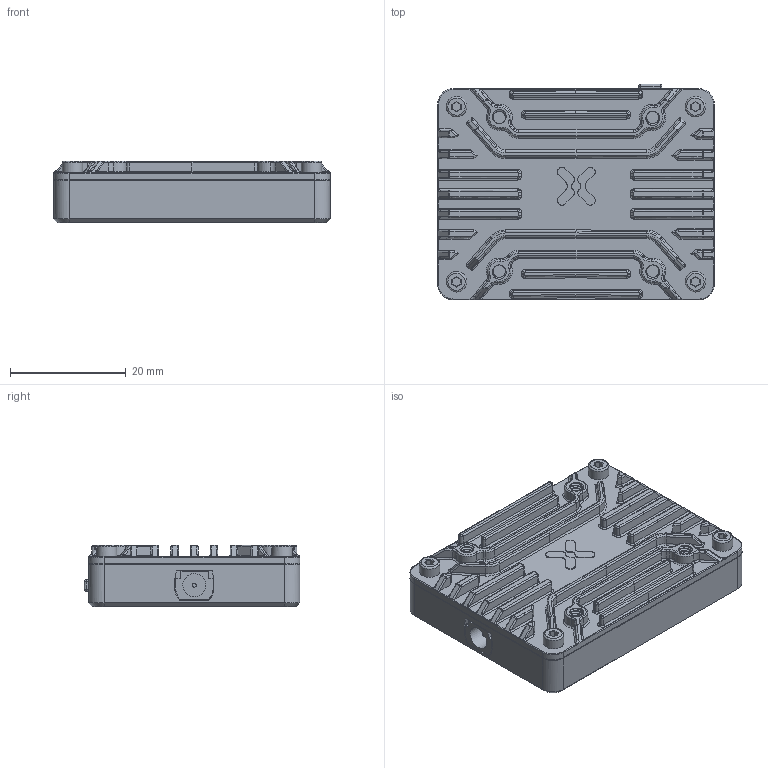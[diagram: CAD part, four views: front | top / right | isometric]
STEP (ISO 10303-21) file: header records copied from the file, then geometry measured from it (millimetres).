
FILE_DESCRIPTION(('FreeCAD Model'),'2;1');
FILE_NAME('Open CASCADE Shape Model','2025-04-26T20:00:13',('FreeCAD'),( 'FreeCAD'),'Open CASCADE STEP processor 7.6','FreeCAD','Unknown');
FILE_SCHEMA(('AUTOMOTIVE_DESIGN { 1 0 10303 214 1 1 1 1 }'));
Products named in the file (1): Open CASCADE STEP translator 7.6 1
Bounding box: 47.76 x 37.28 x 10.61 mm (x, y, z)
Volume: 15503.5 mm3; surface area: 7177.9 mm2
Topology: 1 solids, 1 shells, 1111 faces, 2645 edges, 1573 vertices
Faces by surface type: bspline 1111
Entity records: 36817 total; most frequent: CARTESIAN_POINT 22029, ORIENTED_EDGE 5290, EDGE_CURVE 2645, VERTEX_POINT 1573, B_SPLINE_CURVE_WITH_KNOTS 1428, FACE_BOUND 1152, EDGE_LOOP 1152, ADVANCED_FACE 1111
